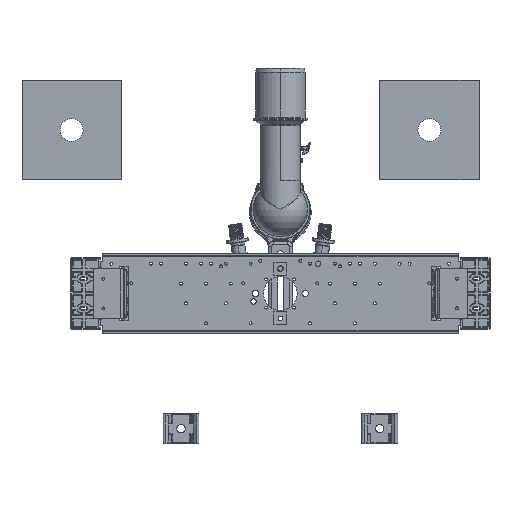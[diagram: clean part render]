
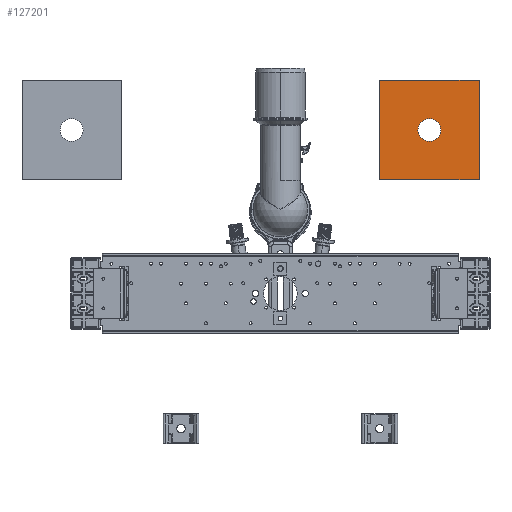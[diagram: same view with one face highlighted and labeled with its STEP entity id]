
A CAD part, front view. The second image highlights one B-rep face of the part: STEP entity #127201.
In plain terms, the highlighted planar face has unit normal (0, -1, 0).
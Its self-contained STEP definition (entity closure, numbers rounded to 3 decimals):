
#127080=CARTESIAN_POINT('',(0.,0.,0.));
#127081=DIRECTION('',(0.,-1.,0.));
#127082=DIRECTION('',(1.,0.,0.));
#127083=AXIS2_PLACEMENT_3D('',#127080,#127081,#127082);
#127085=CARTESIAN_POINT('',(0.,0.,0.));
#127086=DIRECTION('',(0.,-1.,0.));
#127087=DIRECTION('',(-1.,0.,0.));
#127088=AXIS2_PLACEMENT_3D('',#127085,#127086,#127087);
#127090=DIRECTION('',(0.,0.,1.));
#127091=VECTOR('',#127090,100.);
#127092=CARTESIAN_POINT('',(-50.,0.,-50.));
#127093=LINE('86',#127092,#127091);
#127094=DIRECTION('',(1.,0.,0.));
#127095=VECTOR('',#127094,100.);
#127096=CARTESIAN_POINT('',(-50.,0.,50.));
#127097=LINE('87',#127096,#127095);
#127098=DIRECTION('',(0.,0.,-1.));
#127099=VECTOR('',#127098,100.);
#127100=CARTESIAN_POINT('',(50.,0.,50.));
#127101=LINE('88',#127100,#127099);
#127102=DIRECTION('',(-1.,0.,0.));
#127103=VECTOR('',#127102,100.);
#127104=CARTESIAN_POINT('',(50.,0.,-50.));
#127105=LINE('89',#127104,#127103);
#127156=CARTESIAN_POINT('',(11.5,0.,0.));
#127157=CARTESIAN_POINT('',(-11.5,0.,0.));
#127158=VERTEX_POINT('',#127156);
#127159=VERTEX_POINT('',#127157);
#127160=CARTESIAN_POINT('',(-50.,0.,-50.));
#127161=CARTESIAN_POINT('',(-50.,0.,50.));
#127162=VERTEX_POINT('',#127160);
#127163=VERTEX_POINT('',#127161);
#127164=CARTESIAN_POINT('',(50.,0.,50.));
#127165=VERTEX_POINT('',#127164);
#127166=CARTESIAN_POINT('',(50.,0.,-50.));
#127167=VERTEX_POINT('',#127166);
#127180=CARTESIAN_POINT('',(0.,0.,0.));
#127181=DIRECTION('',(0.,1.,0.));
#127182=DIRECTION('',(1.,0.,0.));
#127183=AXIS2_PLACEMENT_3D('',#127180,#127181,#127182);
#127184=PLANE('83',#127183);
#127186=ORIENTED_EDGE('86',*,*,#127185,.T.);
#127188=ORIENTED_EDGE('87',*,*,#127187,.T.);
#127190=ORIENTED_EDGE('88',*,*,#127189,.T.);
#127192=ORIENTED_EDGE('89',*,*,#127191,.T.);
#127193=EDGE_LOOP('83',(#127186,#127188,#127190,#127192));
#127194=FACE_OUTER_BOUND('83',#127193,.F.);
#127196=ORIENTED_EDGE('84',*,*,#127195,.T.);
#127198=ORIENTED_EDGE('85',*,*,#127197,.T.);
#127199=EDGE_LOOP('83',(#127196,#127198));
#127200=FACE_BOUND('83',#127199,.F.);
#127201=ADVANCED_FACE('83',(#127194,#127200),#127184,.F.);
#127084=CIRCLE('84',#127083,11.5);
#127089=CIRCLE('85',#127088,11.5);
#127185=EDGE_CURVE('86',#127162,#127163,#127093,.T.);
#127187=EDGE_CURVE('87',#127163,#127165,#127097,.T.);
#127189=EDGE_CURVE('88',#127165,#127167,#127101,.T.);
#127191=EDGE_CURVE('89',#127167,#127162,#127105,.T.);
#127195=EDGE_CURVE('84',#127158,#127159,#127084,.T.);
#127197=EDGE_CURVE('85',#127159,#127158,#127089,.T.);
